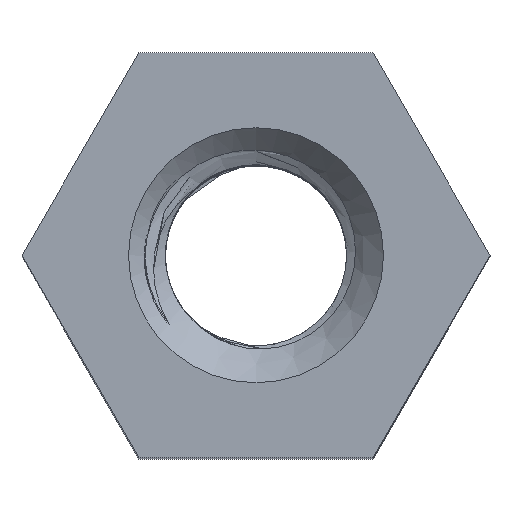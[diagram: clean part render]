
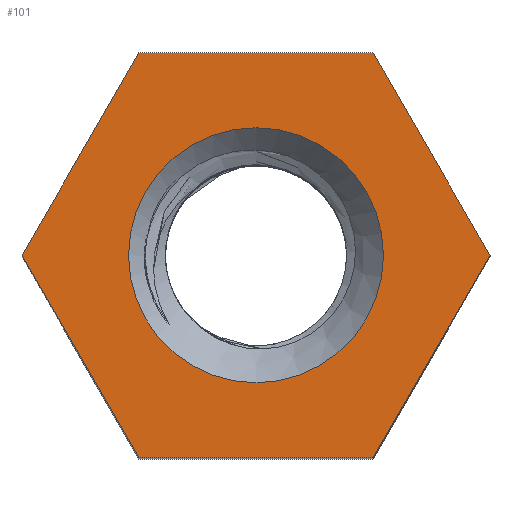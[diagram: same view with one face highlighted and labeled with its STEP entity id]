
A CAD part, top view. The second image highlights one B-rep face of the part: STEP entity #101.
In plain terms, the highlighted planar face has unit normal (0, 0, 1).
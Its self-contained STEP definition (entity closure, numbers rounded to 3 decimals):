
#101=ADVANCED_FACE('',(#12803,#12805),#12807,.T.);
#12803=FACE_BOUND('',#12804,.T.);
#12804=EDGE_LOOP('',(#13535,#13536,#13537,#13538,#13539,#13540));
#12805=FACE_BOUND('',#12806,.T.);
#12806=EDGE_LOOP('',(#13541));
#12807=PLANE('',#12808);
#12808=AXIS2_PLACEMENT_3D('',#12809,#12810,#12811);
#12809=CARTESIAN_POINT('',(0.,0.,12.));
#12810=DIRECTION('',(0.,0.,1.));
#12811=DIRECTION('',(-1.,0.,0.));
#13535=ORIENTED_EDGE('',*,*,#13683,.T.);
#13536=ORIENTED_EDGE('',*,*,#13684,.T.);
#13537=ORIENTED_EDGE('',*,*,#13685,.T.);
#13538=ORIENTED_EDGE('',*,*,#13686,.T.);
#13539=ORIENTED_EDGE('',*,*,#13687,.T.);
#13540=ORIENTED_EDGE('',*,*,#13688,.T.);
#13541=ORIENTED_EDGE('',*,*,#13637,.T.);
#13637=EDGE_CURVE('',#13716,#13716,#13717,.F.);
#13683=EDGE_CURVE('',#13804,#13805,#13806,.T.);
#13684=EDGE_CURVE('',#13805,#13807,#13808,.T.);
#13685=EDGE_CURVE('',#13807,#13809,#13810,.T.);
#13686=EDGE_CURVE('',#13809,#13811,#13812,.T.);
#13687=EDGE_CURVE('',#13811,#13813,#13814,.T.);
#13688=EDGE_CURVE('',#13813,#13804,#13815,.T.);
#13716=VERTEX_POINT('',#13849);
#13717=CIRCLE('',#13850,1.73);
#13804=VERTEX_POINT('',#17510);
#13805=VERTEX_POINT('',#17511);
#13806=LINE('',#17512,#17513);
#13807=VERTEX_POINT('',#17515);
#13808=LINE('',#17516,#17517);
#13809=VERTEX_POINT('',#17519);
#13810=LINE('',#17520,#17521);
#13811=VERTEX_POINT('',#17523);
#13812=LINE('',#17524,#17525);
#13813=VERTEX_POINT('',#17527);
#13814=LINE('',#17528,#17529);
#13815=LINE('',#17531,#17532);
#13849=CARTESIAN_POINT('',(0.,1.73,12.));
#13850=AXIS2_PLACEMENT_3D('',#13851,#13852,#13853);
#13851=CARTESIAN_POINT('',(0.,0.,12.));
#13852=DIRECTION('',(0.,0.,1.));
#13853=DIRECTION('',(0.,1.,-0.));
#17510=CARTESIAN_POINT('',(3.175,0.,12.));
#17511=CARTESIAN_POINT('',(1.588,2.75,12.));
#17512=CARTESIAN_POINT('',(3.175,0.,12.));
#17513=VECTOR('',#17514,1.);
#17514=DIRECTION('',(-0.5,0.866,0.));
#17515=CARTESIAN_POINT('',(-1.588,2.75,12.));
#17516=CARTESIAN_POINT('',(1.588,2.75,12.));
#17517=VECTOR('',#17518,1.);
#17518=DIRECTION('',(-1.,0.,0.));
#17519=CARTESIAN_POINT('',(-3.175,0.,12.));
#17520=CARTESIAN_POINT('',(-1.588,2.75,12.));
#17521=VECTOR('',#17522,1.);
#17522=DIRECTION('',(-0.5,-0.866,0.));
#17523=CARTESIAN_POINT('',(-1.588,-2.75,12.));
#17524=CARTESIAN_POINT('',(-3.175,0.,12.));
#17525=VECTOR('',#17526,1.);
#17526=DIRECTION('',(0.5,-0.866,0.));
#17527=CARTESIAN_POINT('',(1.588,-2.75,12.));
#17528=CARTESIAN_POINT('',(-1.588,-2.75,12.));
#17529=VECTOR('',#17530,1.);
#17530=DIRECTION('',(1.,0.,0.));
#17531=CARTESIAN_POINT('',(1.588,-2.75,12.));
#17532=VECTOR('',#17533,1.);
#17533=DIRECTION('',(0.5,0.866,0.));
